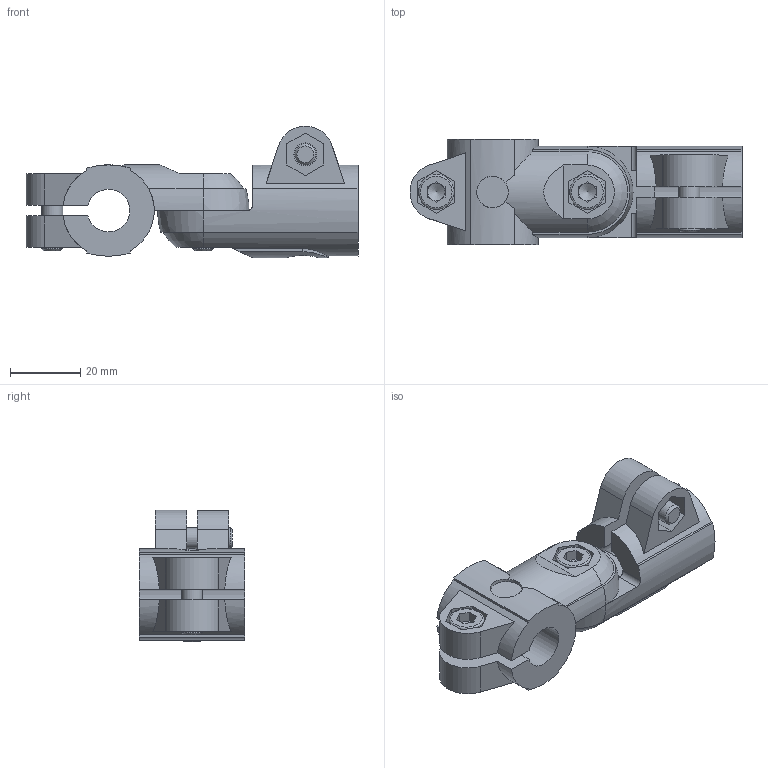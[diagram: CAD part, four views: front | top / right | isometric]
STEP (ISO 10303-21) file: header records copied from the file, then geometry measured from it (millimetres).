
FILE_DESCRIPTION( ( 'STEP AP214' ), '1' );
FILE_NAME( 'K0488.512.stp', '2020-12-08T10:27:23', ( '' ), ( '' ), ' ', 'PARTsolutions', ' ' );
FILE_SCHEMA( ( 'AUTOMOTIVE_DESIGN { 1 0 10303 214 1 1 1 1 }' ) );
Length unit declared in the file: millimetre
Products named in the file (4): K0488.512; _K0488.512_gelenkklemmstueck1; _K0869.06X16; _K0488.512_gelenkklemmstueck2
Assembly tree (5 placements, depth 2):
  K0488.512
    _K0488.512_gelenkklemmstueck1
    _K0869.06X16  x3
    _K0488.512_gelenkklemmstueck2
Bounding box: 94.47 x 30 x 37.37 mm (x, y, z)
Volume: 40966 mm3; surface area: 18340.2 mm2
Topology: 5 solids, 5 shells, 186 faces, 463 edges, 301 vertices
Faces by surface type: plane 132, cylinder 41, cone 6, torus 3, sphere 2, bspline 2
Full cylindrical faces by diameter (mm): 6 x3, 6.5 x4, 7.5 x2, 9 x2, 10 x3, 14 x2, 20 x2
Entity records: 5898 total; most frequent: CARTESIAN_POINT 1081, DIRECTION 742, ORIENTED_EDGE 712, EDGE_CURVE 356, AXIS2_PLACEMENT_3D 249, VERTEX_POINT 246, LINE 244, VECTOR 244
